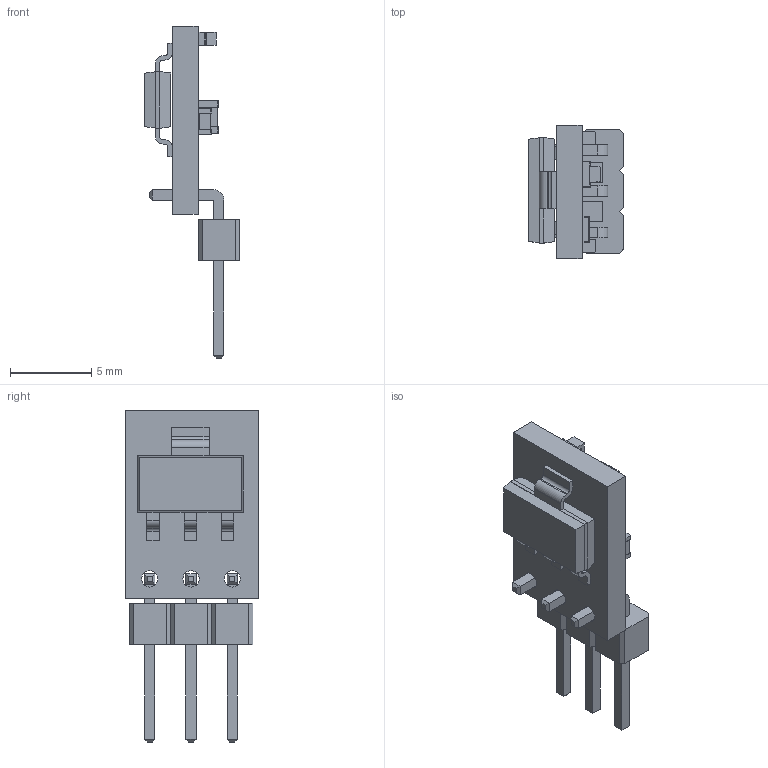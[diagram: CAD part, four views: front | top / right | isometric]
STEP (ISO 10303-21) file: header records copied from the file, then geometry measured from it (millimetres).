
FILE_DESCRIPTION(('FreeCAD Model'),'2;1');
FILE_NAME('Open CASCADE Shape Model','2022-04-26T13:46:22',( 'kicad StepUp'),('ksu MCAD'),'Open CASCADE STEP processor 7.5', 'FreeCAD','Unknown');
FILE_SCHEMA(('AUTOMOTIVE_DESIGN { 1 0 10303 214 1 1 1 1 }'));
Length unit declared in the file: millimetre
Products named in the file (1): regulator_cp
Bounding box: 5.84 x 8.2 x 20.44 mm (x, y, z)
Volume: 257.7 mm3; surface area: 590.8 mm2
Topology: 9 solids, 9 shells, 360 faces, 917 edges, 590 vertices
Faces by surface type: plane 258, cylinder 86, bspline 16
Full cylindrical faces by diameter (mm): 1 x3
Entity records: 13323 total; most frequent: CARTESIAN_POINT 1932, ORIENTED_EDGE 1834, DIRECTION 1763, EDGE_CURVE 917, LINE 729, VECTOR 729, VERTEX_POINT 590, AXIS2_PLACEMENT_3D 517
